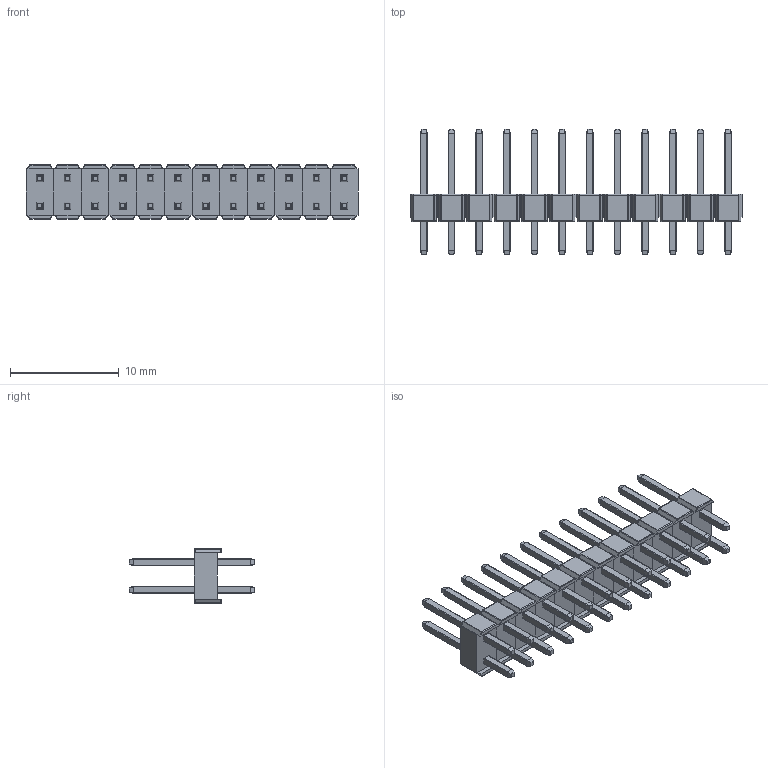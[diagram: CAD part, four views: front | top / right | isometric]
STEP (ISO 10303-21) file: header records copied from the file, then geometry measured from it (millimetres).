
FILE_DESCRIPTION(/* description */ ('STEP AP242','CAx-IF Rec.Pracs.---Representation and Presentation of Product Manufacturing Information (PMI)---4.0---2014-10-13','CAx-IF Rec.Pracs.---3D Tessellated Geometry---0.4---2014-09-14','2;1'),/* implementation_level */ '2;1');
FILE_NAME(/* name */ '61a55bb6a7b4706de765563b',/* time_stamp */ '2021-11-29T23:01:13+00:00',/* author */ (''),/* organization */ (''),/* preprocessor_version */ 'ST-DEVELOPER v18.1',/* originating_system */ ' ',/* authorisation */ ' ');
FILE_SCHEMA (('AP242_MANAGED_MODEL_BASED_3D_ENGINEERING_MIM_LF { 1 0 10303 442 1 1 4 }'));
Products named in the file (60): PH2-04-UA
Bounding box: 30.48 x 11.55 x 5 mm (x, y, z)
Volume: 409.9 mm3; surface area: 1522.2 mm2
Topology: 60 solids, 60 shells, 2184 faces, 5328 edges, 2976 vertices
Faces by surface type: cylinder 1008, plane 792, sphere 192, torus 96, bspline 96
Entity records: 64046 total; most frequent: CARTESIAN_POINT 12684, DIRECTION 11064, ORIENTED_EDGE 10080, EDGE_CURVE 5040, AXIS2_PLACEMENT_3D 4140, VERTEX_POINT 2976, LINE 2784, VECTOR 2784
